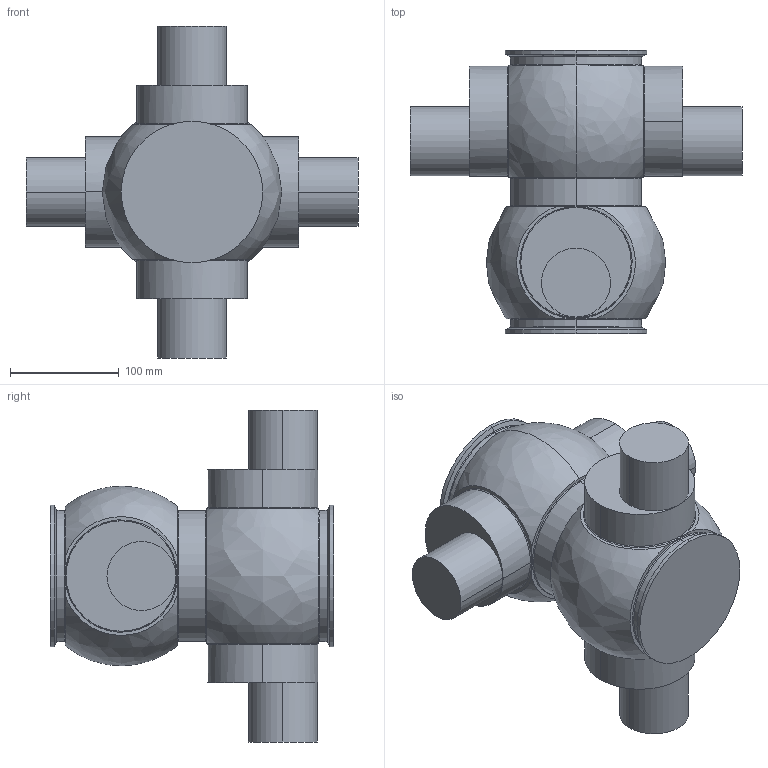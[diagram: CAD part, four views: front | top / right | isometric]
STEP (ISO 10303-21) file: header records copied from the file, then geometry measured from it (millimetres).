
FILE_DESCRIPTION (( 'STEP AP214' ), '1' );
FILE_NAME ('126925.STEP', '2018-05-09T19:36:44', ( '' ), ( '' ), 'SwSTEP 2.0', 'SolidWorks 2014', '' );
FILE_SCHEMA (( 'AUTOMOTIVE_DESIGN' ));
Length unit declared in the file: inch
Products named in the file (1): 126925
Bounding box: 305.56 x 260.53 x 305.56 mm (x, y, z)
Volume: 5947162.7 mm3; surface area: 246712.3 mm2
Topology: 1 solids, 1 shells, 90 faces, 207 edges, 123 vertices
Faces by surface type: bspline 38, cylinder 26, plane 22, cone 4
Entity records: 3966 total; most frequent: CARTESIAN_POINT 2091, ORIENTED_EDGE 406, DIRECTION 366, EDGE_CURVE 203, AXIS2_PLACEMENT_3D 156, VERTEX_POINT 123, CIRCLE 103, EDGE_LOOP 98
